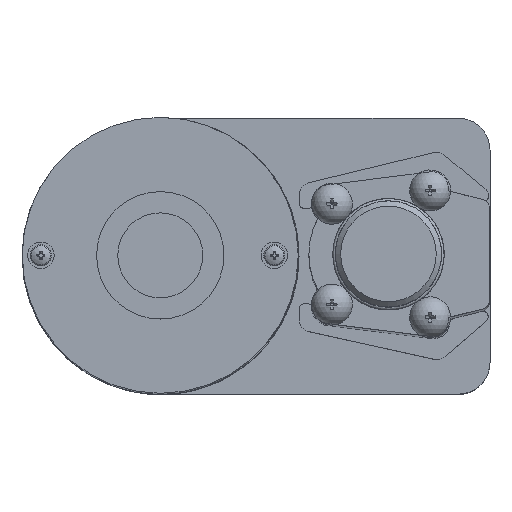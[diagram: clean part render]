
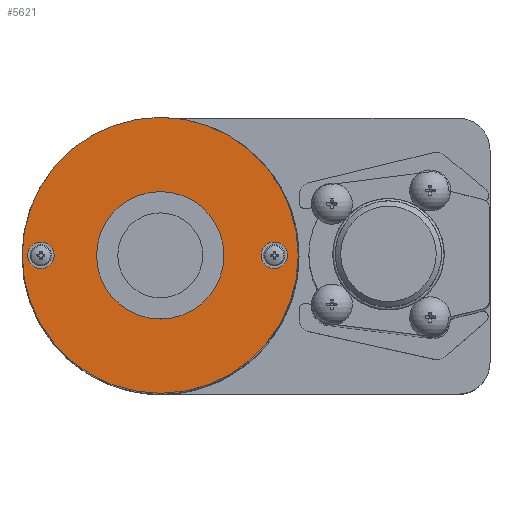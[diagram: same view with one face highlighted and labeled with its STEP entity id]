
A CAD part, top view. The second image highlights one B-rep face of the part: STEP entity #5621.
In plain terms, the highlighted planar face has unit normal (0, 0, 1).
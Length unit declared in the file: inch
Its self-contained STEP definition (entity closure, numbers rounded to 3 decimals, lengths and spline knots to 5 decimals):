
#175=FACE_BOUND('',#1115,.T.);
#176=FACE_BOUND('',#1116,.T.);
#177=FACE_BOUND('',#1117,.T.);
#424=CIRCLE('',#6129,0.09843);
#425=CIRCLE('',#6130,0.09843);
#426=CIRCLE('',#6132,0.47244);
#427=CIRCLE('',#6133,0.47244);
#428=CIRCLE('',#6135,0.09843);
#429=CIRCLE('',#6136,0.09843);
#430=CIRCLE('',#6138,1.02362);
#431=CIRCLE('',#6139,1.02362);
#798=FACE_OUTER_BOUND('',#1114,.T.);
#1114=EDGE_LOOP('',(#4205,#4206));
#1115=EDGE_LOOP('',(#4207,#4208));
#1116=EDGE_LOOP('',(#4209,#4210));
#1117=EDGE_LOOP('',(#4211,#4212));
#2270=VERTEX_POINT('',#10161);
#2271=VERTEX_POINT('',#10163);
#2272=VERTEX_POINT('',#10167);
#2273=VERTEX_POINT('',#10169);
#2274=VERTEX_POINT('',#10173);
#2275=VERTEX_POINT('',#10175);
#2276=VERTEX_POINT('',#10179);
#2277=VERTEX_POINT('',#10180);
#2960=EDGE_CURVE('',#2270,#2271,#424,.T.);
#2961=EDGE_CURVE('',#2271,#2270,#425,.T.);
#2963=EDGE_CURVE('',#2272,#2273,#426,.T.);
#2964=EDGE_CURVE('',#2273,#2272,#427,.T.);
#2966=EDGE_CURVE('',#2274,#2275,#428,.T.);
#2967=EDGE_CURVE('',#2275,#2274,#429,.T.);
#2968=EDGE_CURVE('',#2276,#2277,#430,.T.);
#2969=EDGE_CURVE('',#2277,#2276,#431,.T.);
#4205=ORIENTED_EDGE('',*,*,#2968,.T.);
#4206=ORIENTED_EDGE('',*,*,#2969,.T.);
#4207=ORIENTED_EDGE('',*,*,#2967,.F.);
#4208=ORIENTED_EDGE('',*,*,#2966,.F.);
#4209=ORIENTED_EDGE('',*,*,#2964,.F.);
#4210=ORIENTED_EDGE('',*,*,#2963,.F.);
#4211=ORIENTED_EDGE('',*,*,#2961,.F.);
#4212=ORIENTED_EDGE('',*,*,#2960,.F.);
#5081=PLANE('',#6137);
#5621=ADVANCED_FACE('',(#798,#175,#176,#177),#5081,.T.);
#6129=AXIS2_PLACEMENT_3D('',#10164,#7305,#7306);
#6130=AXIS2_PLACEMENT_3D('',#10165,#7307,#7308);
#6132=AXIS2_PLACEMENT_3D('',#10170,#7312,#7313);
#6133=AXIS2_PLACEMENT_3D('',#10171,#7314,#7315);
#6135=AXIS2_PLACEMENT_3D('',#10176,#7319,#7320);
#6136=AXIS2_PLACEMENT_3D('',#10177,#7321,#7322);
#6137=AXIS2_PLACEMENT_3D('',#10178,#7323,#7324);
#6138=AXIS2_PLACEMENT_3D('',#10181,#7325,#7326);
#6139=AXIS2_PLACEMENT_3D('',#10182,#7327,#7328);
#7305=DIRECTION('center_axis',(0.,0.,1.));
#7306=DIRECTION('ref_axis',(1.,0.,0.));
#7307=DIRECTION('center_axis',(0.,0.,1.));
#7308=DIRECTION('ref_axis',(1.,0.,0.));
#7312=DIRECTION('center_axis',(0.,0.,1.));
#7313=DIRECTION('ref_axis',(1.,0.,0.));
#7314=DIRECTION('center_axis',(0.,0.,1.));
#7315=DIRECTION('ref_axis',(1.,0.,0.));
#7319=DIRECTION('center_axis',(0.,0.,1.));
#7320=DIRECTION('ref_axis',(1.,0.,0.));
#7321=DIRECTION('center_axis',(0.,0.,1.));
#7322=DIRECTION('ref_axis',(1.,0.,0.));
#7323=DIRECTION('center_axis',(0.,0.,1.));
#7324=DIRECTION('ref_axis',(1.,0.,0.));
#7325=DIRECTION('center_axis',(0.,0.,1.));
#7326=DIRECTION('ref_axis',(1.,0.,0.));
#7327=DIRECTION('center_axis',(0.,0.,1.));
#7328=DIRECTION('ref_axis',(1.,0.,0.));
#10161=CARTESIAN_POINT('',(0.47244,0.,4.67717));
#10163=CARTESIAN_POINT('',(0.66929,0.,4.67717));
#10164=CARTESIAN_POINT('Origin',(0.57087,0.,4.67717));
#10165=CARTESIAN_POINT('Origin',(0.57087,0.,4.67717));
#10167=CARTESIAN_POINT('',(-0.74803,0.,4.67717));
#10169=CARTESIAN_POINT('',(0.19685,0.,4.67717));
#10170=CARTESIAN_POINT('Origin',(-0.27559,0.,4.67717));
#10171=CARTESIAN_POINT('Origin',(-0.27559,0.,4.67717));
#10173=CARTESIAN_POINT('',(-1.25984,0.,4.67717));
#10175=CARTESIAN_POINT('',(-1.06299,0.,4.67717));
#10176=CARTESIAN_POINT('Origin',(-1.16142,0.,4.67717));
#10177=CARTESIAN_POINT('Origin',(-1.16142,0.,4.67717));
#10178=CARTESIAN_POINT('Origin',(-0.27559,0.,4.67717));
#10179=CARTESIAN_POINT('',(0.74803,0.,4.67717));
#10180=CARTESIAN_POINT('',(-1.29921,0.,4.67717));
#10181=CARTESIAN_POINT('Origin',(-0.27559,0.,4.67717));
#10182=CARTESIAN_POINT('Origin',(-0.27559,0.,4.67717));
